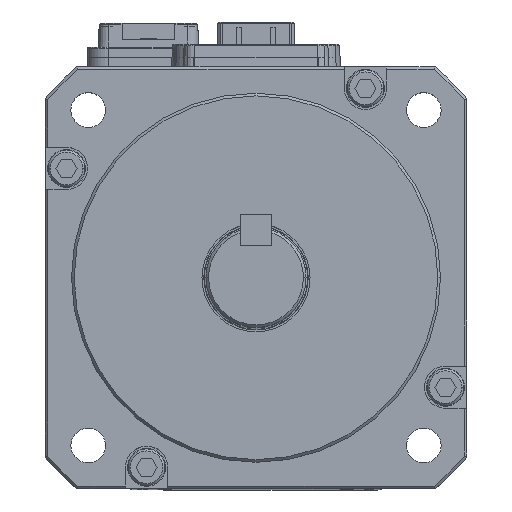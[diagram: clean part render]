
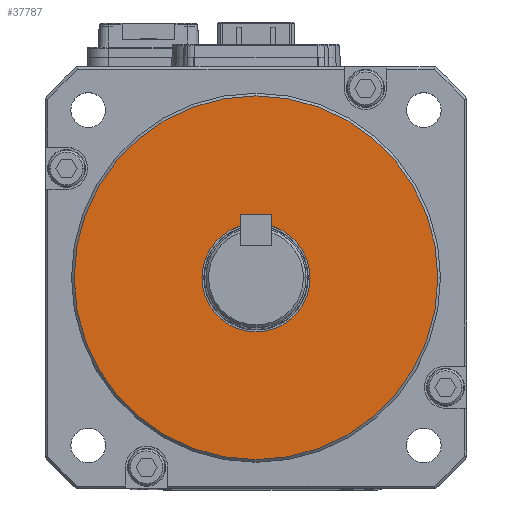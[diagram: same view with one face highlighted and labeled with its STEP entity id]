
A CAD part, top view. The second image highlights one B-rep face of the part: STEP entity #37787.
In plain terms, the highlighted planar face has unit normal (0, 0, 1).
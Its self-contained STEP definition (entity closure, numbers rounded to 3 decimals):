
#6215 = PLANE ( 'NONE',  #36771 ) ;
#6217 = CARTESIAN_POINT ( 'NONE',  ( 0., 0., 68.5 ) ) ;
#6233 = DIRECTION ( 'NONE',  ( 1., 0., 0. ) ) ;
#6242 = DIRECTION ( 'NONE',  ( 0., 0., 1. ) ) ;
#6850 = FACE_BOUND ( 'NONE', #24222, .T. ) ;
#6864 = FACE_OUTER_BOUND ( 'NONE', #24183, .T. ) ;
#9567 = ORIENTED_EDGE ( 'NONE', *, *, #40271, .T. ) ;
#9593 = ORIENTED_EDGE ( 'NONE', *, *, #40773, .T. ) ;
#9598 = ORIENTED_EDGE ( 'NONE', *, *, #40311, .F. ) ;
#9600 = ORIENTED_EDGE ( 'NONE', *, *, #40699, .F. ) ;
#10209 = CARTESIAN_POINT ( 'NONE',  ( 0., 0., 68.5 ) ) ;
#10223 = DIRECTION ( 'NONE',  ( 1., 0., 0. ) ) ;
#10230 = DIRECTION ( 'NONE',  ( 0., 0., 1. ) ) ;
#10446 = DIRECTION ( 'NONE',  ( 1., 0., 0. ) ) ;
#10450 = CARTESIAN_POINT ( 'NONE',  ( 0., 0., 68.5 ) ) ;
#10455 = DIRECTION ( 'NONE',  ( 0., 0., 1. ) ) ;
#16691 = CARTESIAN_POINT ( 'NONE',  ( 0., 0., 68.5 ) ) ;
#16698 = DIRECTION ( 'NONE',  ( 0., 0., 1. ) ) ;
#16715 = DIRECTION ( 'NONE',  ( 1., 0., 0. ) ) ;
#16787 = CARTESIAN_POINT ( 'NONE',  ( 0., 0., 68.5 ) ) ;
#16788 = DIRECTION ( 'NONE',  ( 1., 0., 0. ) ) ;
#16796 = DIRECTION ( 'NONE',  ( 0., 0., 1. ) ) ;
#24183 = EDGE_LOOP ( 'NONE', ( #9593, #9567 ) ) ;
#24222 = EDGE_LOOP ( 'NONE', ( #9598, #9600 ) ) ;
#26869 = CARTESIAN_POINT ( 'NONE',  ( -34.5, 0., 68.5 ) ) ;
#26888 = CARTESIAN_POINT ( 'NONE',  ( 34.5, 0., 68.5 ) ) ;
#26898 = CARTESIAN_POINT ( 'NONE',  ( 10.25, 0., 68.5 ) ) ;
#26938 = CARTESIAN_POINT ( 'NONE',  ( -10.25, 0., 68.5 ) ) ;
#36771 = AXIS2_PLACEMENT_3D ( 'NONE', #6217, #6242, #6233 ) ;
#37787 = ADVANCED_FACE ( 'NONE', ( #6864, #6850 ), #6215, .T. ) ;
#40271 = EDGE_CURVE ( 'NONE', #63660, #63658, #81718, .T. ) ;
#40311 = EDGE_CURVE ( 'NONE', #63732, #63808, #81782, .T. ) ;
#40699 = EDGE_CURVE ( 'NONE', #63808, #63732, #82327, .T. ) ;
#40773 = EDGE_CURVE ( 'NONE', #63658, #63660, #82227, .T. ) ;
#63658 = VERTEX_POINT ( 'NONE', #26869 ) ;
#63660 = VERTEX_POINT ( 'NONE', #26888 ) ;
#63732 = VERTEX_POINT ( 'NONE', #26938 ) ;
#63808 = VERTEX_POINT ( 'NONE', #26898 ) ;
#81657 = AXIS2_PLACEMENT_3D ( 'NONE', #16691, #16698, #16715 ) ;
#81718 = CIRCLE ( 'NONE', #81657, 34.5 ) ;
#81782 = CIRCLE ( 'NONE', #81784, 10.25 ) ;
#81784 = AXIS2_PLACEMENT_3D ( 'NONE', #16787, #16796, #16788 ) ;
#82227 = CIRCLE ( 'NONE', #82303, 34.5 ) ;
#82303 = AXIS2_PLACEMENT_3D ( 'NONE', #10450, #10455, #10446 ) ;
#82312 = AXIS2_PLACEMENT_3D ( 'NONE', #10209, #10230, #10223 ) ;
#82327 = CIRCLE ( 'NONE', #82312, 10.25 ) ;
